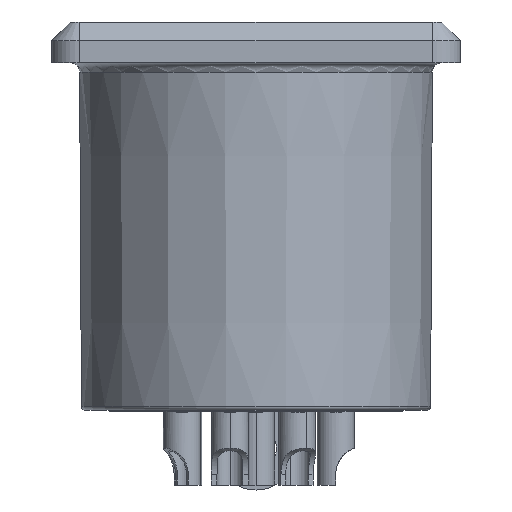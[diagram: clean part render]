
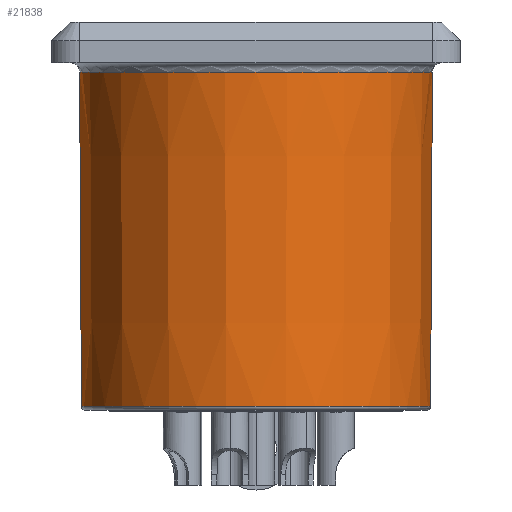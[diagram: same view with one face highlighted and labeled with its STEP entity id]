
A CAD part, front view. The second image highlights one B-rep face of the part: STEP entity #21838.
In plain terms, the highlighted conical face has half-angle 0.306 degrees and reference radius 9.449 mm.
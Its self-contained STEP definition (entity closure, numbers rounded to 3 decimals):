
#5278=DIRECTION('',(-0.005,0.,1.));
#5279=VECTOR('',#5278,18.004);
#5280=CARTESIAN_POINT('',(-9.401,0.,
-6.201));
#5281=LINE('',#5280,#5279);
#5287=DIRECTION('',(0.005,0.,1.));
#5288=VECTOR('',#5287,18.004);
#5289=CARTESIAN_POINT('',(9.401,0.,
-6.201));
#5290=LINE('',#5289,#5288);
#7468=CARTESIAN_POINT('',(0.,0.,11.803));
#7469=DIRECTION('',(0.,0.,-1.));
#7470=DIRECTION('',(1.,0.,0.));
#7471=AXIS2_PLACEMENT_3D('',#7468,#7469,#7470);
#7473=CARTESIAN_POINT('',(0.,0.,-6.201));
#7474=DIRECTION('',(0.,0.,1.));
#7475=DIRECTION('',(-1.,0.,0.));
#7476=AXIS2_PLACEMENT_3D('',#7473,#7474,#7475);
#12365=CARTESIAN_POINT('',(9.401,0.,-6.201));
#12366=CARTESIAN_POINT('',(-9.401,0.,-6.201));
#12367=VERTEX_POINT('',#12365);
#12368=VERTEX_POINT('',#12366);
#12373=CARTESIAN_POINT('',(-9.497,0.,11.803));
#12375=VERTEX_POINT('',#12373);
#12377=CARTESIAN_POINT('',(9.497,0.,11.803));
#12378=VERTEX_POINT('',#12377);
#21826=CARTESIAN_POINT('',(0.,0.,2.801));
#21827=DIRECTION('',(0.,0.,1.));
#21828=DIRECTION('',(1.,0.,0.));
#21829=AXIS2_PLACEMENT_3D('',#21826,#21827,#21828);
#21830=CONICAL_SURFACE('',#21829,9.449,0.306);
#21831=ORIENTED_EDGE('',*,*,#18802,.F.);
#21832=ORIENTED_EDGE('',*,*,#18779,.F.);
#21834=ORIENTED_EDGE('',*,*,#21833,.F.);
#21835=ORIENTED_EDGE('',*,*,#18776,.T.);
#21836=EDGE_LOOP('',(#21831,#21832,#21834,#21835));
#21837=FACE_OUTER_BOUND('',#21836,.F.);
#21838=ADVANCED_FACE('',(#21837),#21830,.T.);
#7472=CIRCLE('',#7471,9.497);
#7477=CIRCLE('',#7476,9.401);
#18776=EDGE_CURVE('',#12368,#12375,#5281,.T.);
#18779=EDGE_CURVE('',#12367,#12378,#5290,.T.);
#18802=EDGE_CURVE('',#12378,#12375,#7472,.T.);
#21833=EDGE_CURVE('',#12368,#12367,#7477,.T.);
